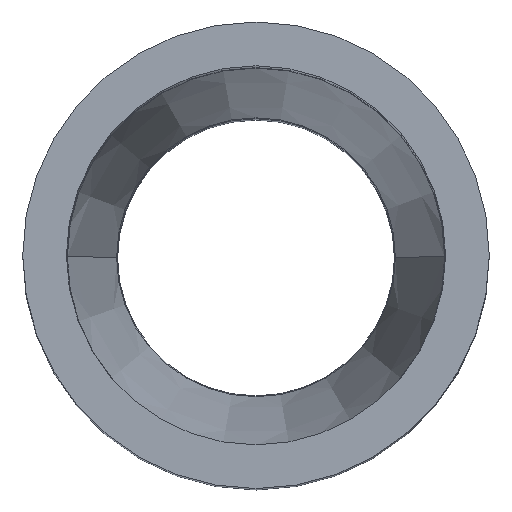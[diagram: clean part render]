
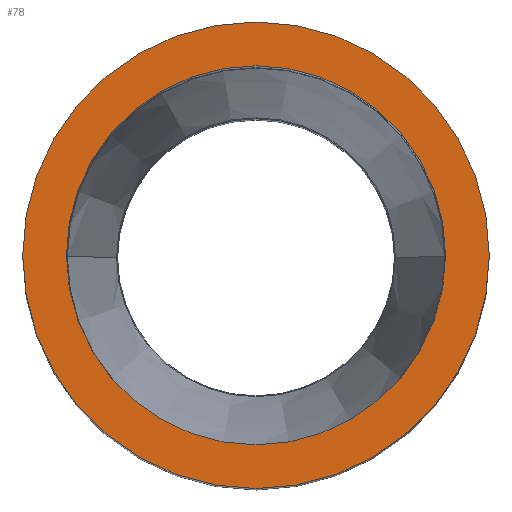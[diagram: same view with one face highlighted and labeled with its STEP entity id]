
A CAD part, top view. The second image highlights one B-rep face of the part: STEP entity #78.
In plain terms, the highlighted planar face has unit normal (0, 0, 1).
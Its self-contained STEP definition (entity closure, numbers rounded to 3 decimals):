
#2 = VERTEX_POINT ( 'NONE', #215 ) ;
#27 = EDGE_CURVE ( 'NONE', #124, #47, #334, .T. ) ;
#34 = DIRECTION ( 'NONE',  ( 0., 0., -1. ) ) ;
#47 = VERTEX_POINT ( 'NONE', #561 ) ;
#58 = DIRECTION ( 'NONE',  ( 0., 0., -1. ) ) ;
#65 = FACE_BOUND ( 'NONE', #152, .T. ) ;
#75 = CIRCLE ( 'NONE', #497, 13. ) ;
#78 = ADVANCED_FACE ( 'NONE', ( #65, #162 ), #323, .T. ) ;
#107 = DIRECTION ( 'NONE',  ( 1., 0., 0. ) ) ;
#112 = CARTESIAN_POINT ( 'NONE',  ( -13., 0., 67. ) ) ;
#124 = VERTEX_POINT ( 'NONE', #513 ) ;
#130 = DIRECTION ( 'NONE',  ( -1., 0., 0. ) ) ;
#152 = EDGE_LOOP ( 'NONE', ( #651, #451 ) ) ;
#162 = FACE_OUTER_BOUND ( 'NONE', #332, .T. ) ;
#180 = EDGE_CURVE ( 'NONE', #636, #2, #402, .T. ) ;
#197 = DIRECTION ( 'NONE',  ( 0., 0., -1. ) ) ;
#208 = DIRECTION ( 'NONE',  ( -1., 0., 0. ) ) ;
#215 = CARTESIAN_POINT ( 'NONE',  ( -16., 0., 67. ) ) ;
#234 = AXIS2_PLACEMENT_3D ( 'NONE', #461, #197, #208 ) ;
#274 = DIRECTION ( 'NONE',  ( -1., 0., 0. ) ) ;
#285 = AXIS2_PLACEMENT_3D ( 'NONE', #388, #628, #287 ) ;
#287 = DIRECTION ( 'NONE',  ( -1., 0., 0. ) ) ;
#297 = AXIS2_PLACEMENT_3D ( 'NONE', #366, #58, #274 ) ;
#304 = EDGE_CURVE ( 'NONE', #47, #124, #75, .T. ) ;
#323 = PLANE ( 'NONE',  #485 ) ;
#332 = EDGE_LOOP ( 'NONE', ( #342, #440 ) ) ;
#334 = CIRCLE ( 'NONE', #297, 13. ) ;
#342 = ORIENTED_EDGE ( 'NONE', *, *, #343, .F. ) ;
#343 = EDGE_CURVE ( 'NONE', #2, #636, #523, .T. ) ;
#366 = CARTESIAN_POINT ( 'NONE',  ( 0., 0., 67. ) ) ;
#379 = CARTESIAN_POINT ( 'NONE',  ( 0., 0., 67. ) ) ;
#387 = CARTESIAN_POINT ( 'NONE',  ( 16., 0., 67. ) ) ;
#388 = CARTESIAN_POINT ( 'NONE',  ( 0., 0., 67. ) ) ;
#402 = CIRCLE ( 'NONE', #285, 16. ) ;
#440 = ORIENTED_EDGE ( 'NONE', *, *, #180, .F. ) ;
#451 = ORIENTED_EDGE ( 'NONE', *, *, #27, .T. ) ;
#461 = CARTESIAN_POINT ( 'NONE',  ( 0., 0., 67. ) ) ;
#485 = AXIS2_PLACEMENT_3D ( 'NONE', #112, #565, #107 ) ;
#497 = AXIS2_PLACEMENT_3D ( 'NONE', #379, #34, #130 ) ;
#513 = CARTESIAN_POINT ( 'NONE',  ( 13., 0., 67. ) ) ;
#523 = CIRCLE ( 'NONE', #234, 16. ) ;
#561 = CARTESIAN_POINT ( 'NONE',  ( -13., 0., 67. ) ) ;
#565 = DIRECTION ( 'NONE',  ( 0., 0., 1. ) ) ;
#628 = DIRECTION ( 'NONE',  ( 0., 0., -1. ) ) ;
#636 = VERTEX_POINT ( 'NONE', #387 ) ;
#651 = ORIENTED_EDGE ( 'NONE', *, *, #304, .T. ) ;
